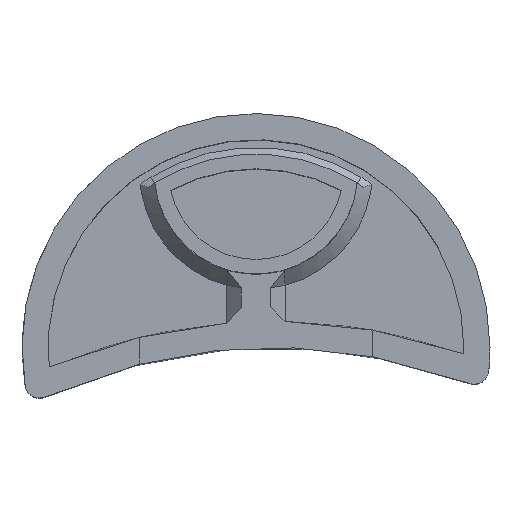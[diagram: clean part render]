
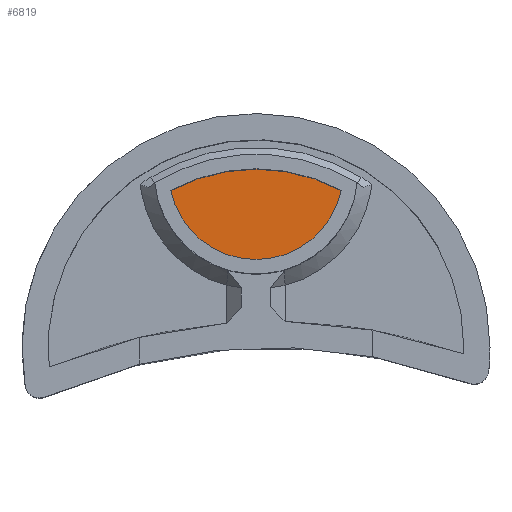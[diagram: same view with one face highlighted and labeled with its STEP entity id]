
A CAD part, top view. The second image highlights one B-rep face of the part: STEP entity #6819.
In plain terms, the highlighted planar face has unit normal (0, 0, 1).
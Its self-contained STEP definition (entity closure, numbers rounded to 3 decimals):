
#2830 = CYLINDRICAL_SURFACE('',#2831,6.);
#2831 = AXIS2_PLACEMENT_3D('',#2832,#2833,#2834);
#2832 = CARTESIAN_POINT('',(0.,12.057,0.));
#2833 = DIRECTION('',(-0.,-0.,-1.));
#2834 = DIRECTION('',(1.,0.,0.));
#2857 = CYLINDRICAL_SURFACE('',#2858,12.3);
#2858 = AXIS2_PLACEMENT_3D('',#2859,#2860,#2861);
#2859 = CARTESIAN_POINT('',(0.,0.,0.));
#2860 = DIRECTION('',(-0.,-0.,-1.));
#2861 = DIRECTION('',(1.,0.,0.));
#3531 = EDGE_CURVE('',#3532,#3534,#3536,.T.);
#3532 = VERTEX_POINT('',#3533);
#3533 = CARTESIAN_POINT('',(5.869,10.81,1.8));
#3534 = VERTEX_POINT('',#3535);
#3535 = CARTESIAN_POINT('',(-5.869,10.81,1.8));
#3536 = SURFACE_CURVE('',#3537,(#3542,#3549),.PCURVE_S1.);
#3537 = CIRCLE('',#3538,6.);
#3538 = AXIS2_PLACEMENT_3D('',#3539,#3540,#3541);
#3539 = CARTESIAN_POINT('',(0.,12.057,1.8));
#3540 = DIRECTION('',(0.,-0.,-1.));
#3541 = DIRECTION('',(1.,0.,0.));
#3542 = PCURVE('',#2830,#3543);
#3543 = DEFINITIONAL_REPRESENTATION('',(#3544),#3548);
#3544 = LINE('',#3545,#3546);
#3545 = CARTESIAN_POINT('',(-6.283,-1.8));
#3546 = VECTOR('',#3547,1.);
#3547 = DIRECTION('',(1.,-0.));
#3548 = ( GEOMETRIC_REPRESENTATION_CONTEXT(2) 
PARAMETRIC_REPRESENTATION_CONTEXT() REPRESENTATION_CONTEXT('2D SPACE',''
  ) );
#3549 = PCURVE('',#3550,#3555);
#3550 = PLANE('',#3551);
#3551 = AXIS2_PLACEMENT_3D('',#3552,#3553,#3554);
#3552 = CARTESIAN_POINT('',(0.,0.,1.8));
#3553 = DIRECTION('',(0.,0.,1.));
#3554 = DIRECTION('',(1.,0.,0.));
#3555 = DEFINITIONAL_REPRESENTATION('',(#3556),#3564);
#3556 = ( BOUNDED_CURVE() B_SPLINE_CURVE(2,(#3557,#3558,#3559,#3560,
#3561,#3562,#3563),.UNSPECIFIED.,.T.,.F.) B_SPLINE_CURVE_WITH_KNOTS((1,2
    ,2,2,2,1),(-2.094,0.,2.094,4.189,
6.283,8.378),.UNSPECIFIED.) CURVE() 
GEOMETRIC_REPRESENTATION_ITEM() RATIONAL_B_SPLINE_CURVE((1.,0.5,1.,0.5,
1.,0.5,1.)) REPRESENTATION_ITEM('') );
#3557 = CARTESIAN_POINT('',(6.,12.057));
#3558 = CARTESIAN_POINT('',(6.,1.665));
#3559 = CARTESIAN_POINT('',(-3.,6.861));
#3560 = CARTESIAN_POINT('',(-12.,12.057));
#3561 = CARTESIAN_POINT('',(-3.,17.254));
#3562 = CARTESIAN_POINT('',(6.,22.45));
#3563 = CARTESIAN_POINT('',(6.,12.057));
#3564 = ( GEOMETRIC_REPRESENTATION_CONTEXT(2) 
PARAMETRIC_REPRESENTATION_CONTEXT() REPRESENTATION_CONTEXT('2D SPACE',''
  ) );
#3612 = EDGE_CURVE('',#3534,#3532,#3613,.T.);
#3613 = SURFACE_CURVE('',#3614,(#3619,#3626),.PCURVE_S1.);
#3614 = CIRCLE('',#3615,12.3);
#3615 = AXIS2_PLACEMENT_3D('',#3616,#3617,#3618);
#3616 = CARTESIAN_POINT('',(0.,0.,1.8));
#3617 = DIRECTION('',(0.,-0.,-1.));
#3618 = DIRECTION('',(1.,0.,0.));
#3619 = PCURVE('',#2857,#3620);
#3620 = DEFINITIONAL_REPRESENTATION('',(#3621),#3625);
#3621 = LINE('',#3622,#3623);
#3622 = CARTESIAN_POINT('',(-6.283,-1.8));
#3623 = VECTOR('',#3624,1.);
#3624 = DIRECTION('',(1.,-0.));
#3625 = ( GEOMETRIC_REPRESENTATION_CONTEXT(2) 
PARAMETRIC_REPRESENTATION_CONTEXT() REPRESENTATION_CONTEXT('2D SPACE',''
  ) );
#3626 = PCURVE('',#3550,#3627);
#3627 = DEFINITIONAL_REPRESENTATION('',(#3628),#3636);
#3628 = ( BOUNDED_CURVE() B_SPLINE_CURVE(2,(#3629,#3630,#3631,#3632,
#3633,#3634,#3635),.UNSPECIFIED.,.T.,.F.) B_SPLINE_CURVE_WITH_KNOTS((1,2
    ,2,2,2,1),(-2.094,0.,2.094,4.189,
6.283,8.378),.UNSPECIFIED.) CURVE() 
GEOMETRIC_REPRESENTATION_ITEM() RATIONAL_B_SPLINE_CURVE((1.,0.5,1.,0.5,
1.,0.5,1.)) REPRESENTATION_ITEM('') );
#3629 = CARTESIAN_POINT('',(12.3,0.));
#3630 = CARTESIAN_POINT('',(12.3,-21.304));
#3631 = CARTESIAN_POINT('',(-6.15,-10.652));
#3632 = CARTESIAN_POINT('',(-24.6,0.));
#3633 = CARTESIAN_POINT('',(-6.15,10.652));
#3634 = CARTESIAN_POINT('',(12.3,21.304));
#3635 = CARTESIAN_POINT('',(12.3,0.));
#3636 = ( GEOMETRIC_REPRESENTATION_CONTEXT(2) 
PARAMETRIC_REPRESENTATION_CONTEXT() REPRESENTATION_CONTEXT('2D SPACE',''
  ) );
#6819 = ADVANCED_FACE('',(#6820),#3550,.T.);
#6820 = FACE_BOUND('',#6821,.T.);
#6821 = EDGE_LOOP('',(#6822,#6823));
#6822 = ORIENTED_EDGE('',*,*,#3531,.F.);
#6823 = ORIENTED_EDGE('',*,*,#3612,.F.);
